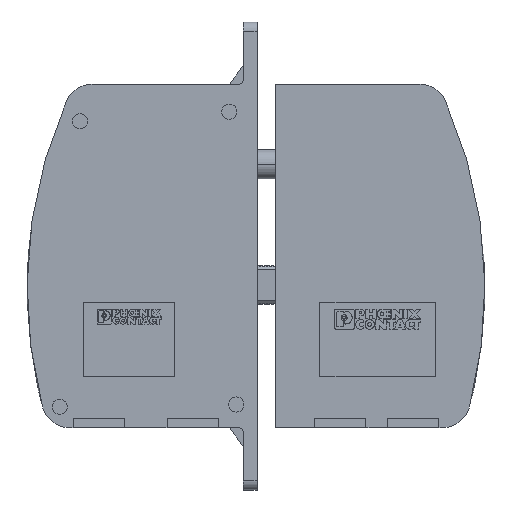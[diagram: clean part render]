
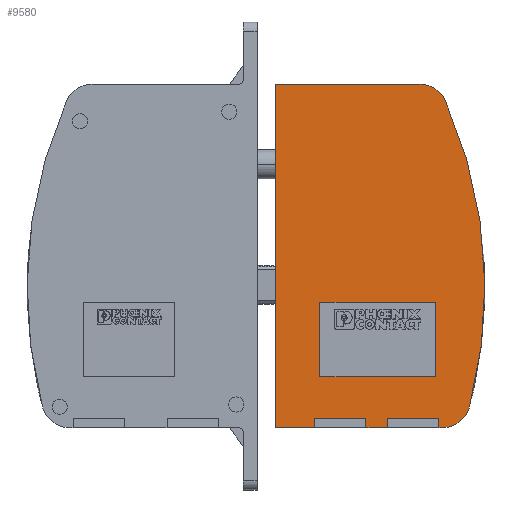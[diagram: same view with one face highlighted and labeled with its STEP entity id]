
A CAD part, left-side view. The second image highlights one B-rep face of the part: STEP entity #9580.
In plain terms, the highlighted face is planar.
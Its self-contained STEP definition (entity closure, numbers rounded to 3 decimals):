
#3000=CARTESIAN_POINT('',(22.7,145.5,26.5));
#3010=VERTEX_POINT('',#3000);
#3180=CARTESIAN_POINT('',(-8.321,145.5,26.5));
#3190=VERTEX_POINT('',#3180);
#3220=CARTESIAN_POINT('',(-22.3,145.5,26.5));
#3230=DIRECTION('',(1.,0.,0.));
#3240=VECTOR('',#3230,1.);
#3250=LINE('',#3220,#3240);
#3260=EDGE_CURVE('',#3190,#3010,#3250,.T.);
#6340=CARTESIAN_POINT('',(22.7,219.4,26.5));
#6350=VERTEX_POINT('',#6340);
#6450=CARTESIAN_POINT('',(22.7,0.,26.5));
#6460=DIRECTION('',(0.,-1.,0.));
#6470=VECTOR('',#6460,1.);
#6480=LINE('',#6450,#6470);
#6490=EDGE_CURVE('',#6350,#3010,#6480,.T.);
#8180=CARTESIAN_POINT('',(4.6,183.1,26.5));
#8190=DIRECTION('',(0.,0.,1.));
#8200=DIRECTION('',(-1.,0.,0.));
#8210=AXIS2_PLACEMENT_3D('',#8180,#8190,#8200);
#8220=PLANE('',#8210);
#8230=CARTESIAN_POINT('',(-22.6,219.4,26.5));
#8240=DIRECTION('',(1.,0.,0.));
#8250=VECTOR('',#8240,1.);
#8260=LINE('',#8230,#8250);
#8270=CARTESIAN_POINT('',(-13.185,219.4,26.5));
#8280=VERTEX_POINT('',#8270);
#8290=CARTESIAN_POINT('',(-12.4,219.4,26.5));
#8300=VERTEX_POINT('',#8290);
#8310=EDGE_CURVE('',#8280,#8300,#8260,.T.);
#8320=ORIENTED_EDGE('',*,*,#8310,.F.);
#8330=CARTESIAN_POINT('',(-12.4,219.4,26.5));
#8340=DIRECTION('',(0.,-1.,0.));
#8350=VECTOR('',#8340,1.);
#8360=LINE('',#8330,#8350);
#8370=CARTESIAN_POINT('',(-12.4,217.4,26.5));
#8380=VERTEX_POINT('',#8370);
#8390=EDGE_CURVE('',#8300,#8380,#8360,.T.);
#8400=ORIENTED_EDGE('',*,*,#8390,.F.);
#8410=CARTESIAN_POINT('',(-20.9,217.4,26.5));
#8420=DIRECTION('',(1.,0.,0.));
#8430=VECTOR('',#8420,1.);
#8440=LINE('',#8410,#8430);
#8450=CARTESIAN_POINT('',(-1.4,217.4,26.5));
#8460=VERTEX_POINT('',#8450);
#8470=EDGE_CURVE('',#8380,#8460,#8440,.T.);
#8480=ORIENTED_EDGE('',*,*,#8470,.F.);
#8490=CARTESIAN_POINT('',(-1.4,219.4,26.5));
#8500=DIRECTION('',(0.,-1.,0.));
#8510=VECTOR('',#8500,1.);
#8520=LINE('',#8490,#8510);
#8530=CARTESIAN_POINT('',(-1.4,219.4,26.5));
#8540=VERTEX_POINT('',#8530);
#8550=EDGE_CURVE('',#8540,#8460,#8520,.T.);
#8560=ORIENTED_EDGE('',*,*,#8550,.T.);
#8570=CARTESIAN_POINT('',(-22.3,219.4,26.5));
#8580=DIRECTION('',(-1.,0.,0.));
#8590=VECTOR('',#8580,1.);
#8600=LINE('',#8570,#8590);
#8610=CARTESIAN_POINT('',(3.3,219.4,26.5));
#8620=VERTEX_POINT('',#8610);
#8630=EDGE_CURVE('',#8620,#8540,#8600,.T.);
#8640=ORIENTED_EDGE('',*,*,#8630,.T.);
#8650=CARTESIAN_POINT('',(3.3,219.4,26.5));
#8660=DIRECTION('',(0.,-1.,0.));
#8670=VECTOR('',#8660,1.);
#8680=LINE('',#8650,#8670);
#8690=CARTESIAN_POINT('',(3.3,217.4,26.5));
#8700=VERTEX_POINT('',#8690);
#8710=EDGE_CURVE('',#8620,#8700,#8680,.T.);
#8720=ORIENTED_EDGE('',*,*,#8710,.F.);
#8730=CARTESIAN_POINT('',(-26.8,217.4,26.5));
#8740=DIRECTION('',(1.,0.,0.));
#8750=VECTOR('',#8740,1.);
#8760=LINE('',#8730,#8750);
#8770=CARTESIAN_POINT('',(14.3,217.4,26.5));
#8780=VERTEX_POINT('',#8770);
#8790=EDGE_CURVE('',#8700,#8780,#8760,.T.);
#8800=ORIENTED_EDGE('',*,*,#8790,.F.);
#8810=CARTESIAN_POINT('',(14.3,219.4,26.5));
#8820=DIRECTION('',(0.,-1.,0.));
#8830=VECTOR('',#8820,1.);
#8840=LINE('',#8810,#8830);
#8850=CARTESIAN_POINT('',(14.3,219.4,26.5));
#8860=VERTEX_POINT('',#8850);
#8870=EDGE_CURVE('',#8860,#8780,#8840,.T.);
#8880=ORIENTED_EDGE('',*,*,#8870,.T.);
#8890=CARTESIAN_POINT('',(-22.3,219.4,26.5));
#8900=DIRECTION('',(-1.,0.,0.));
#8910=VECTOR('',#8900,1.);
#8920=LINE('',#8890,#8910);
#8930=EDGE_CURVE('',#6350,#8860,#8920,.T.);
#8940=ORIENTED_EDGE('',*,*,#8930,.T.);
#8950=ORIENTED_EDGE('',*,*,#6490,.F.);
#8960=ORIENTED_EDGE('',*,*,#3260,.T.);
#8970=CARTESIAN_POINT('',(-8.321,151.5,26.5));
#8980=DIRECTION('',(0.,0.,-1.));
#8990=DIRECTION('',(-1.,0.,0.));
#9000=AXIS2_PLACEMENT_3D('',#8970,#8980,#8990);
#9010=CIRCLE('',#9000,6.);
#9020=CARTESIAN_POINT('',(-13.812,149.081,
26.5));
#9030=VERTEX_POINT('',#9020);
#9040=EDGE_CURVE('',#3190,#9030,#9010,.T.);
#9050=ORIENTED_EDGE('',*,*,#9040,.F.);
#9060=CARTESIAN_POINT('',(77.7,189.4,26.5));
#9070=DIRECTION('',(0.,0.,-1.));
#9080=DIRECTION('',(1.,0.,0.));
#9090=AXIS2_PLACEMENT_3D('',#9060,#9070,#9080);
#9100=CIRCLE('',#9090,100.);
#9110=CARTESIAN_POINT('',(-18.986,214.932,
26.5));
#9120=VERTEX_POINT('',#9110);
#9130=EDGE_CURVE('',#9030,#9120,#9100,.T.);
#9140=ORIENTED_EDGE('',*,*,#9130,.F.);
#9150=CARTESIAN_POINT('',(-13.185,213.4,26.5));
#9160=DIRECTION('',(0.,0.,-1.));
#9170=DIRECTION('',(-1.,0.,0.));
#9180=AXIS2_PLACEMENT_3D('',#9150,#9160,#9170);
#9190=CIRCLE('',#9180,6.);
#9200=EDGE_CURVE('',#9120,#8280,#9190,.T.);
#9210=ORIENTED_EDGE('',*,*,#9200,.F.);
#9220=EDGE_LOOP('',(#9210,#9140,#9050,#8960,#8950,#8940,#8880,#8800,
#8720,#8640,#8560,#8480,#8400,#8320));
#9230=FACE_OUTER_BOUND('',#9220,.T.);
#9240=CARTESIAN_POINT('',(0.,192.4,26.5));
#9250=DIRECTION('',(1.,0.,0.));
#9260=VECTOR('',#9250,1.);
#9270=LINE('',#9240,#9260);
#9280=CARTESIAN_POINT('',(-11.7,192.4,26.5));
#9290=VERTEX_POINT('',#9280);
#9300=CARTESIAN_POINT('',(13.2,192.4,26.5));
#9310=VERTEX_POINT('',#9300);
#9320=EDGE_CURVE('',#9290,#9310,#9270,.T.);
#9330=ORIENTED_EDGE('',*,*,#9320,.F.);
#9340=CARTESIAN_POINT('',(13.2,0.,26.5));
#9350=DIRECTION('',(0.,1.,0.));
#9360=VECTOR('',#9350,1.);
#9370=LINE('',#9340,#9360);
#9380=CARTESIAN_POINT('',(13.2,208.4,26.5));
#9390=VERTEX_POINT('',#9380);
#9400=EDGE_CURVE('',#9310,#9390,#9370,.T.);
#9410=ORIENTED_EDGE('',*,*,#9400,.F.);
#9420=CARTESIAN_POINT('',(0.,208.4,26.5));
#9430=DIRECTION('',(-1.,0.,0.));
#9440=VECTOR('',#9430,1.);
#9450=LINE('',#9420,#9440);
#9460=CARTESIAN_POINT('',(-11.7,208.4,26.5));
#9470=VERTEX_POINT('',#9460);
#9480=EDGE_CURVE('',#9390,#9470,#9450,.T.);
#9490=ORIENTED_EDGE('',*,*,#9480,.F.);
#9500=CARTESIAN_POINT('',(-11.7,0.,26.5));
#9510=DIRECTION('',(0.,-1.,0.));
#9520=VECTOR('',#9510,1.);
#9530=LINE('',#9500,#9520);
#9540=EDGE_CURVE('',#9470,#9290,#9530,.T.);
#9550=ORIENTED_EDGE('',*,*,#9540,.F.);
#9560=EDGE_LOOP('',(#9550,#9490,#9410,#9330));
#9570=FACE_BOUND('',#9560,.T.);
#9580=ADVANCED_FACE('',(#9230,#9570),#8220,.T.);
